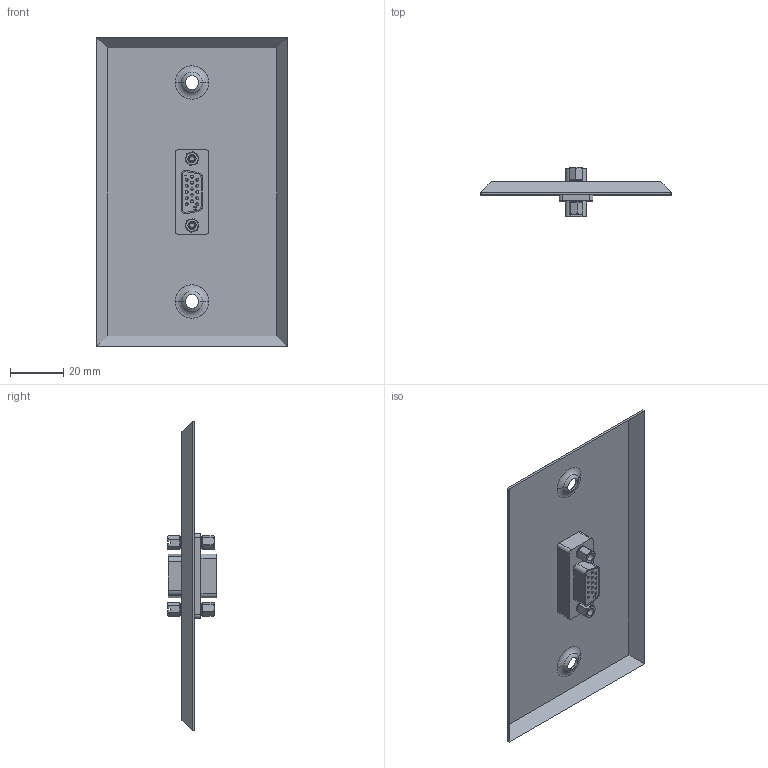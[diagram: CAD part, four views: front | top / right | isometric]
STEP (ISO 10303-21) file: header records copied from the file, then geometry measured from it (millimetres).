
FILE_DESCRIPTION (( 'STEP AP214' ), '1' );
FILE_NAME ('WPHD15FF.STEP', '2008-07-03T13:05:13', ( ' ' ), ( ' ' ), 'SwSTEP 2.0', 'SolidWorks 2008', '' );
FILE_SCHEMA (( 'AUTOMOTIVE_DESIGN' ));
Length unit declared in the file: inch
Products named in the file (7): WPHD15FF; DGB9F-MA1; DGBH15F_.040 PANEL OFFSET; WPD109; 3AA06-001; 3AA05-002; SDH15S_Without Mounting Flange and Solder Cups
Assembly tree (9 placements, depth 3):
  WPHD15FF
    WPD109
    DGBH15F_.040 PANEL OFFSET
      SDH15S_Without Mounting Flange and Solder Cups  x2
      3AA06-001  x2
      3AA05-002  x2
      DGB9F-MA1
Bounding box: 71.63 x 18.49 x 116.08 mm (x, y, z)
Volume: 10214.5 mm3; surface area: 21470.4 mm2
Topology: 8 solids, 8 shells, 470 faces, 1088 edges, 674 vertices
Faces by surface type: plane 184, cylinder 158, cone 64, torus 28, sphere 20, bspline 16
Entity records: 10962 total; most frequent: CARTESIAN_POINT 2016, DIRECTION 1525, ORIENTED_EDGE 1344, EDGE_CURVE 672, AXIS2_PLACEMENT_3D 594, VERTEX_POINT 417, VECTOR 337, LINE 337
